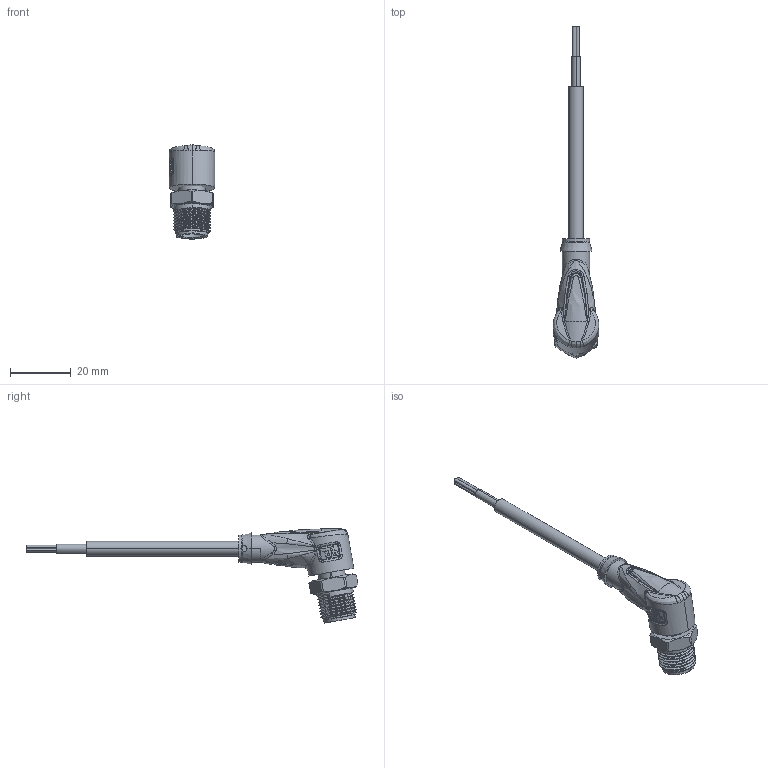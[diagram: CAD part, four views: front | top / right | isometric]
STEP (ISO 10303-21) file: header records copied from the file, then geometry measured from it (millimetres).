
FILE_DESCRIPTION(('STEP AP214'),'1');
FILE_NAME('cctmp_DEF06384-13E8-4E78-B270-A7F2A8470EBC_2022_04_27_10_50_24_0302..stp','2022-04-27T08:50:29',('KiM GmbH'),('CADClick - www.CADClick.com'),'Spatial InterOp 3D postprocessed',' ','unknown authorization');
FILE_SCHEMA(('AUTOMOTIVE_DESIGN'));
Length unit declared in the file: millimetre
Products named in the file (7): T196837_1; Connection2; Cable; Connection1; Connection1_2; Connection1_1; T196837
Assembly tree (6 placements, depth 4):
  T196837
    T196837_1
      Connection2
      Cable
      Connection1
        Connection1_2
        Connection1_1
Bounding box: 15 x 109.11 x 30.94 mm (x, y, z)
Volume: 6820.6 mm3; surface area: 5665.2 mm2
Topology: 9 solids, 11 shells, 835 faces, 2178 edges, 1393 vertices
Faces by surface type: plane 351, cylinder 268, bspline 123, cone 57, torus 24, sphere 8, extrusion 4
Entity records: 40454 total; most frequent: CARTESIAN_POINT 18045, ORIENTED_EDGE 4334, DIRECTION 3805, EDGE_CURVE 2167, VERTEX_POINT 1393, AXIS2_PLACEMENT_3D 1335, VECTOR 1135, LINE 1131
